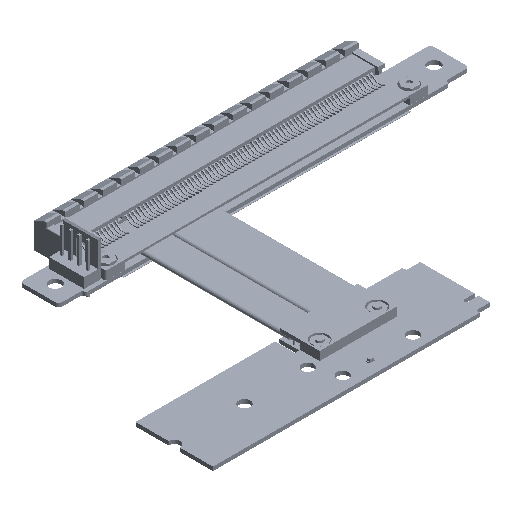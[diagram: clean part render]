
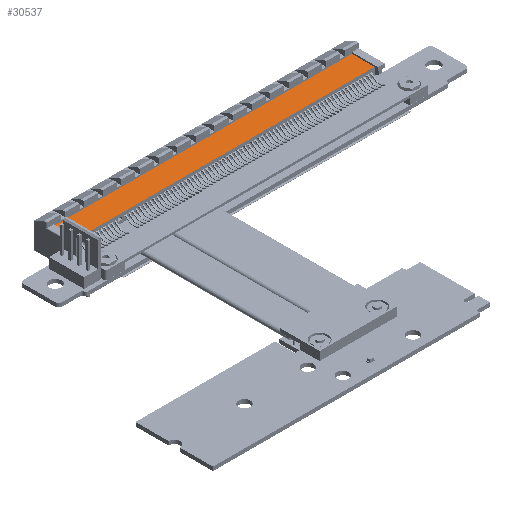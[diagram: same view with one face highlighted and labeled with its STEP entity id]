
A CAD part, isometric view. The second image highlights one B-rep face of the part: STEP entity #30537.
In plain terms, the highlighted face is planar.
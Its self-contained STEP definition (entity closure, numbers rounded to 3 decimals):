
#29098 = VERTEX_POINT('',#29099);
#29099 = CARTESIAN_POINT('',(-74.5,1.,-3.25));
#29105 = EDGE_CURVE('',#29106,#29098,#29108,.T.);
#29106 = VERTEX_POINT('',#29107);
#29107 = CARTESIAN_POINT('',(10.5,1.,-3.25));
#29108 = LINE('',#29109,#29110);
#29109 = CARTESIAN_POINT('',(10.5,1.,-3.25));
#29110 = VECTOR('',#29111,1.);
#29111 = DIRECTION('',(-1.,0.,0.));
#30416 = VERTEX_POINT('',#30417);
#30417 = CARTESIAN_POINT('',(10.5,7.45,-3.25));
#30423 = EDGE_CURVE('',#30424,#30416,#30426,.T.);
#30424 = VERTEX_POINT('',#30425);
#30425 = CARTESIAN_POINT('',(-74.5,7.45,-3.25));
#30426 = LINE('',#30427,#30428);
#30427 = CARTESIAN_POINT('',(10.5,7.45,-3.25));
#30428 = VECTOR('',#30429,1.);
#30429 = DIRECTION('',(1.,0.,0.));
#30455 = EDGE_CURVE('',#29098,#30424,#30456,.T.);
#30456 = LINE('',#30457,#30458);
#30457 = CARTESIAN_POINT('',(-74.5,1.,-3.25));
#30458 = VECTOR('',#30459,1.);
#30459 = DIRECTION('',(0.,1.,0.));
#30477 = EDGE_CURVE('',#30416,#29106,#30478,.T.);
#30478 = LINE('',#30479,#30480);
#30479 = CARTESIAN_POINT('',(10.5,1.,-3.25));
#30480 = VECTOR('',#30481,1.);
#30481 = DIRECTION('',(0.,-1.,0.));
#30537 = ADVANCED_FACE('',(#30538),#30544,.F.);
#30538 = FACE_BOUND('',#30539,.T.);
#30539 = EDGE_LOOP('',(#30540,#30541,#30542,#30543));
#30540 = ORIENTED_EDGE('',*,*,#30477,.T.);
#30541 = ORIENTED_EDGE('',*,*,#29105,.T.);
#30542 = ORIENTED_EDGE('',*,*,#30455,.T.);
#30543 = ORIENTED_EDGE('',*,*,#30423,.T.);
#30544 = PLANE('',#30545);
#30545 = AXIS2_PLACEMENT_3D('',#30546,#30547,#30548);
#30546 = CARTESIAN_POINT('',(10.5,7.45,-3.25));
#30547 = DIRECTION('',(0.,0.,1.));
#30548 = DIRECTION('',(1.,0.,0.));
